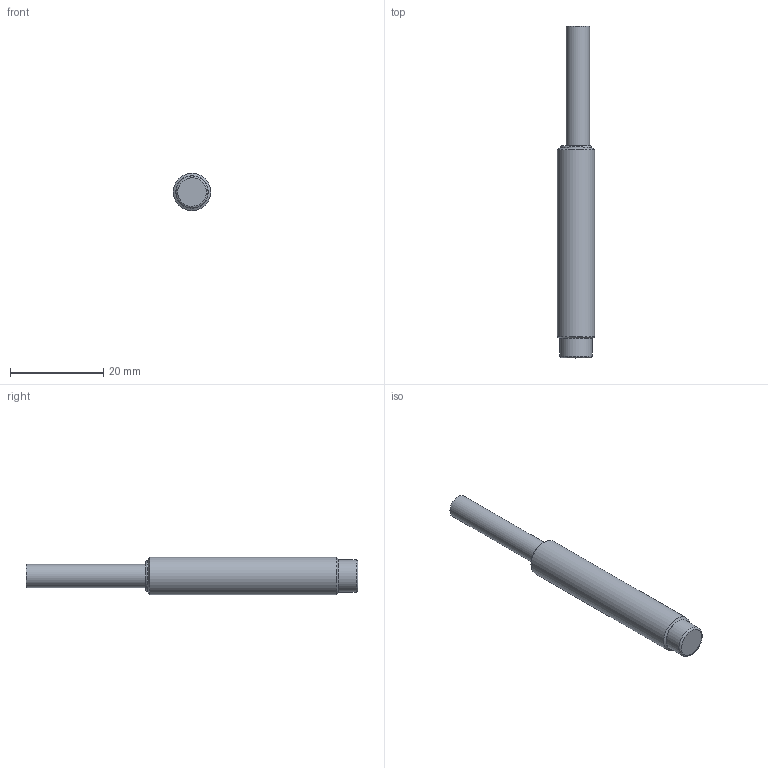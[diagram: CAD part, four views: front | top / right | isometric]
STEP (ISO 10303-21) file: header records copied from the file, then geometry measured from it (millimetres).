
FILE_DESCRIPTION (( 'STEP AP214' ), '1' );
FILE_NAME ('DW-AD-511-M8.STEP', '2018-04-11T12:27:30', ( '' ), ( '' ), 'SwSTEP 2.0', 'SolidWorks 2017', '' );
FILE_SCHEMA (( 'AUTOMOTIVE_DESIGN' ));
Length unit declared in the file: inch
Products named in the file (1): DW-AD-511-M8
Bounding box: 8 x 71.2 x 8 mm (x, y, z)
Volume: 2724.4 mm3; surface area: 1688.4 mm2
Topology: 2 solids, 2 shells, 14 faces, 26 edges, 18 vertices
Faces by surface type: plane 6, cylinder 4, cone 2, bspline 1, torus 1
Full cylindrical faces by diameter (mm): 5 x1, 6.5 x1, 6.9 x1, 8 x1
Entity records: 399 total; most frequent: CARTESIAN_POINT 112, DIRECTION 52, ORIENTED_EDGE 30, AXIS2_PLACEMENT_3D 25, EDGE_LOOP 24, FACE_OUTER_BOUND 20, VERTEX_POINT 15, EDGE_CURVE 15
